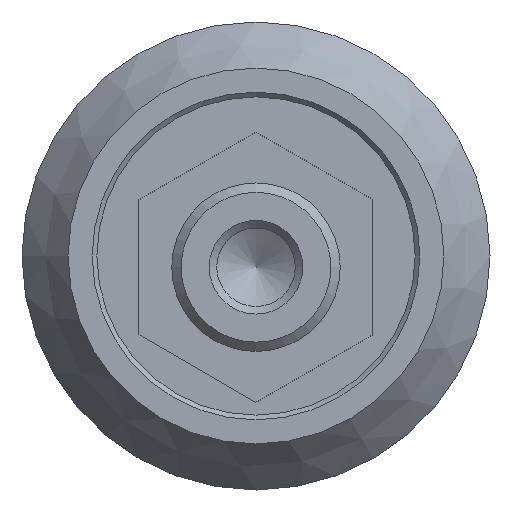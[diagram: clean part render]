
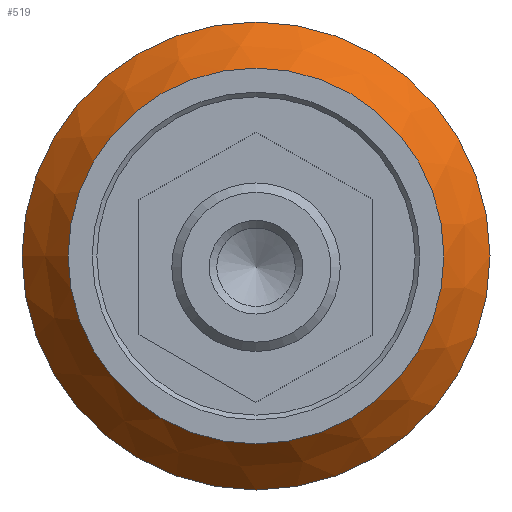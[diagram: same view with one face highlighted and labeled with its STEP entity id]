
A CAD part, left-side view. The second image highlights one B-rep face of the part: STEP entity #519.
In plain terms, the highlighted conical face has half-angle 38 degrees and reference radius 20.08 mm.
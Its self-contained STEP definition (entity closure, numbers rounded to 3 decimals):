
#27=CONICAL_SURFACE('',#553,20.08,0.663);
#83=ORIENTED_EDGE('',*,*,#153,.F.);
#84=ORIENTED_EDGE('',*,*,#152,.T.);
#152=EDGE_CURVE('',#188,#188,#214,.T.);
#153=EDGE_CURVE('',#189,#189,#215,.T.);
#188=VERTEX_POINT('',#720);
#189=VERTEX_POINT('',#723);
#214=CIRCLE('',#552,20.08);
#215=CIRCLE('',#554,25.);
#236=EDGE_LOOP('',(#83));
#237=EDGE_LOOP('',(#84));
#280=FACE_BOUND('',#236,.T.);
#281=FACE_BOUND('',#237,.T.);
#519=ADVANCED_FACE('',(#280,#281),#27,.T.);
#552=AXIS2_PLACEMENT_3D('',#719,#609,#610);
#553=AXIS2_PLACEMENT_3D('',#721,#611,#612);
#554=AXIS2_PLACEMENT_3D('',#722,#613,#614);
#609=DIRECTION('',(1.,0.,0.));
#610=DIRECTION('',(0.,1.,0.));
#611=DIRECTION('',(1.,0.,0.));
#612=DIRECTION('',(0.,1.,0.));
#613=DIRECTION('',(1.,0.,0.));
#614=DIRECTION('',(0.,1.,0.));
#719=CARTESIAN_POINT('',(8.3,0.,0.));
#720=CARTESIAN_POINT('',(8.3,20.08,0.));
#721=CARTESIAN_POINT('',(8.3,0.,0.));
#722=CARTESIAN_POINT('',(14.597,0.,0.));
#723=CARTESIAN_POINT('',(14.597,25.,0.));
